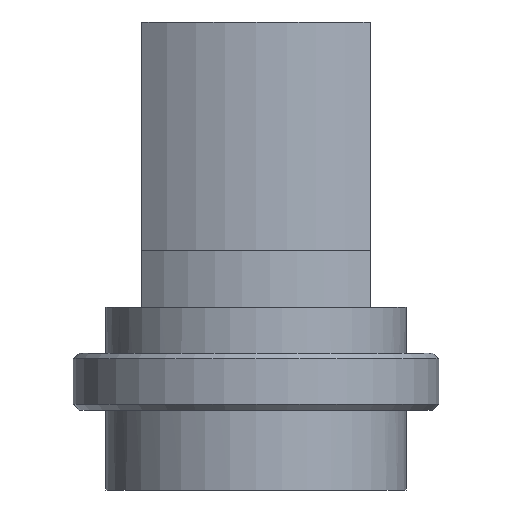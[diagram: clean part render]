
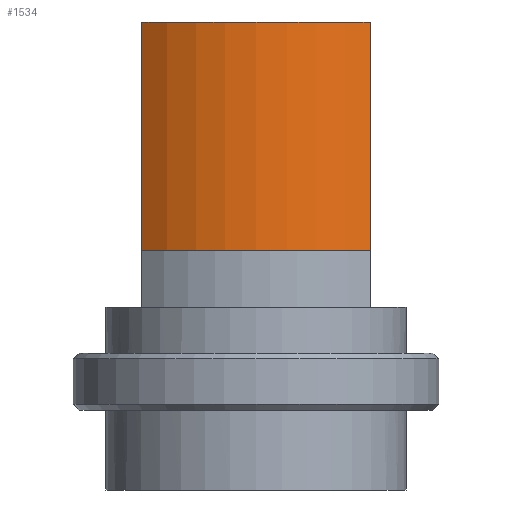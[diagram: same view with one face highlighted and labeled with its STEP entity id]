
A CAD part, front view. The second image highlights one B-rep face of the part: STEP entity #1534.
In plain terms, the highlighted cylindrical face has radius 16 mm (diameter 32 mm), a partial arc.
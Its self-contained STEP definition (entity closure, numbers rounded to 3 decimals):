
#77 = DIRECTION ( 'NONE',  ( 1., 0., 0. ) ) ;
#163 = ORIENTED_EDGE ( 'NONE', *, *, #689, .T. ) ;
#193 = ORIENTED_EDGE ( 'NONE', *, *, #229, .F. ) ;
#199 = AXIS2_PLACEMENT_3D ( 'NONE', #982, #963, #77 ) ;
#223 = CARTESIAN_POINT ( 'NONE',  ( -6.74, -9.042, 16. ) ) ;
#229 = EDGE_CURVE ( 'NONE', #1623, #1520, #791, .T. ) ;
#270 = DIRECTION ( 'NONE',  ( 1., 0., 0. ) ) ;
#273 = CIRCLE ( 'NONE', #748, 16. ) ;
#353 = CARTESIAN_POINT ( 'NONE',  ( -6.74, -9.042, 41. ) ) ;
#386 = ORIENTED_EDGE ( 'NONE', *, *, #1619, .T. ) ;
#477 = VECTOR ( 'NONE', #1121, 1000. ) ;
#513 = CARTESIAN_POINT ( 'NONE',  ( 3.26, 3.448, 21. ) ) ;
#517 = DIRECTION ( 'NONE',  ( 1., 0., 0. ) ) ;
#575 = ORIENTED_EDGE ( 'NONE', *, *, #817, .F. ) ;
#649 = LINE ( 'NONE', #1490, #477 ) ;
#663 = DIRECTION ( 'NONE',  ( 0., 0., 1. ) ) ;
#689 = EDGE_CURVE ( 'NONE', #1623, #1539, #273, .T. ) ;
#748 = AXIS2_PLACEMENT_3D ( 'NONE', #513, #993, #517 ) ;
#791 = LINE ( 'NONE', #223, #1070 ) ;
#817 = EDGE_CURVE ( 'NONE', #1520, #1307, #1126, .T. ) ;
#874 = CARTESIAN_POINT ( 'NONE',  ( -6.74, -9.042, 21. ) ) ;
#889 = CARTESIAN_POINT ( 'NONE',  ( 13.26, -9.042, 41. ) ) ;
#963 = DIRECTION ( 'NONE',  ( 0., 0., 1. ) ) ;
#968 = CARTESIAN_POINT ( 'NONE',  ( 13.26, -9.042, 21. ) ) ;
#982 = CARTESIAN_POINT ( 'NONE',  ( 3.26, 3.448, 43. ) ) ;
#993 = DIRECTION ( 'NONE',  ( 0., 0., 1. ) ) ;
#997 = CYLINDRICAL_SURFACE ( 'NONE', #199, 16. ) ;
#1070 = VECTOR ( 'NONE', #1233, 1000. ) ;
#1121 = DIRECTION ( 'NONE',  ( 0., 0., 1. ) ) ;
#1126 = CIRCLE ( 'NONE', #1255, 16. ) ;
#1136 = FACE_OUTER_BOUND ( 'NONE', #1344, .T. ) ;
#1233 = DIRECTION ( 'NONE',  ( 0., 0., 1. ) ) ;
#1255 = AXIS2_PLACEMENT_3D ( 'NONE', #1270, #663, #270 ) ;
#1270 = CARTESIAN_POINT ( 'NONE',  ( 3.26, 3.448, 41. ) ) ;
#1307 = VERTEX_POINT ( 'NONE', #889 ) ;
#1344 = EDGE_LOOP ( 'NONE', ( #575, #193, #163, #386 ) ) ;
#1490 = CARTESIAN_POINT ( 'NONE',  ( 13.26, -9.042, 16. ) ) ;
#1520 = VERTEX_POINT ( 'NONE', #353 ) ;
#1534 = ADVANCED_FACE ( 'NONE', ( #1136 ), #997, .T. ) ;
#1539 = VERTEX_POINT ( 'NONE', #968 ) ;
#1619 = EDGE_CURVE ( 'NONE', #1539, #1307, #649, .T. ) ;
#1623 = VERTEX_POINT ( 'NONE', #874 ) ;
